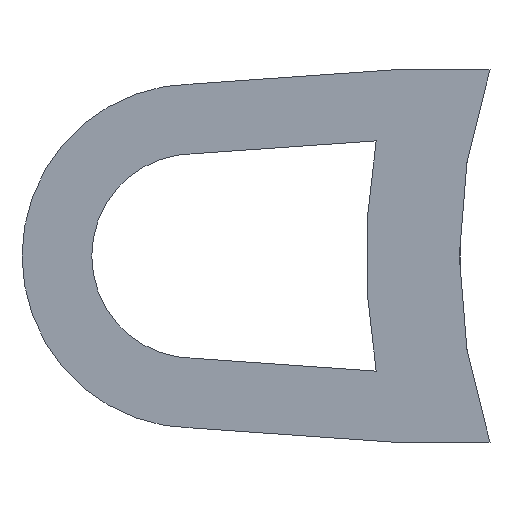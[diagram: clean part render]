
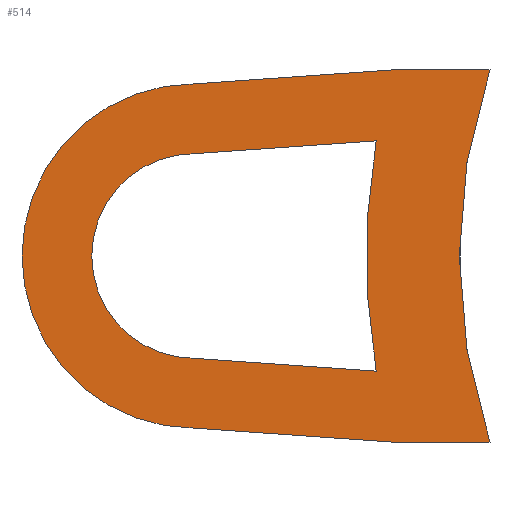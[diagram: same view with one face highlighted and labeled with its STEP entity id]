
A CAD part, front view. The second image highlights one B-rep face of the part: STEP entity #514.
In plain terms, the highlighted planar face has unit normal (0, -1, 0).
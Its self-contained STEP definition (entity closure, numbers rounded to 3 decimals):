
#1 = EDGE_CURVE ( 'NONE', #187, #93, #423, .T. ) ;
#6 = CARTESIAN_POINT ( 'NONE',  ( 13.625, 0., 0. ) ) ;
#7 = VERTEX_POINT ( 'NONE', #390 ) ;
#9 = CARTESIAN_POINT ( 'NONE',  ( 0., 0., -1.65 ) ) ;
#12 = VERTEX_POINT ( 'NONE', #415 ) ;
#14 = VECTOR ( 'NONE', #234, 1000. ) ;
#21 = EDGE_CURVE ( 'NONE', #12, #485, #381, .T. ) ;
#25 = EDGE_CURVE ( 'NONE', #422, #378, #133, .T. ) ;
#31 = VECTOR ( 'NONE', #443, 1000. ) ;
#32 = CARTESIAN_POINT ( 'NONE',  ( 0., 0., 2.775 ) ) ;
#36 = VERTEX_POINT ( 'NONE', #327 ) ;
#38 = FACE_BOUND ( 'NONE', #119, .T. ) ;
#44 = DIRECTION ( 'NONE',  ( 0., 0., 1. ) ) ;
#49 = DIRECTION ( 'NONE',  ( -1., 0., 0. ) ) ;
#61 = CARTESIAN_POINT ( 'NONE',  ( 3.198, 0., -3. ) ) ;
#69 = CARTESIAN_POINT ( 'NONE',  ( 3.198, 0., -3. ) ) ;
#75 = CIRCLE ( 'NONE', #193, 10.85 ) ;
#76 = AXIS2_PLACEMENT_3D ( 'NONE', #247, #206, #211 ) ;
#89 = VECTOR ( 'NONE', #115, 1000. ) ;
#90 = DIRECTION ( 'NONE',  ( 0., -1., 0. ) ) ;
#91 = ORIENTED_EDGE ( 'NONE', *, *, #147, .T. ) ;
#93 = VERTEX_POINT ( 'NONE', #69 ) ;
#96 = ORIENTED_EDGE ( 'NONE', *, *, #21, .T. ) ;
#103 = LINE ( 'NONE', #159, #14 ) ;
#108 = DIRECTION ( 'NONE',  ( 0.998, 0., 0.07 ) ) ;
#115 = DIRECTION ( 'NONE',  ( 0.998, 0., 0.07 ) ) ;
#119 = EDGE_LOOP ( 'NONE', ( #91, #122, #161, #96 ) ) ;
#121 = PLANE ( 'NONE',  #76 ) ;
#122 = ORIENTED_EDGE ( 'NONE', *, *, #25, .T. ) ;
#124 = CARTESIAN_POINT ( 'NONE',  ( 0., 0., 2.775 ) ) ;
#133 = LINE ( 'NONE', #396, #203 ) ;
#142 = VERTEX_POINT ( 'NONE', #466 ) ;
#147 = EDGE_CURVE ( 'NONE', #485, #422, #345, .T. ) ;
#151 = VECTOR ( 'NONE', #499, 1000. ) ;
#155 = LINE ( 'NONE', #32, #89 ) ;
#159 = CARTESIAN_POINT ( 'NONE',  ( 0., 0., -2.775 ) ) ;
#161 = ORIENTED_EDGE ( 'NONE', *, *, #395, .T. ) ;
#164 = AXIS2_PLACEMENT_3D ( 'NONE', #498, #300, #312 ) ;
#180 = VECTOR ( 'NONE', #49, 1000. ) ;
#183 = DIRECTION ( 'NONE',  ( 0., 0., 1. ) ) ;
#187 = VERTEX_POINT ( 'NONE', #199 ) ;
#193 = AXIS2_PLACEMENT_3D ( 'NONE', #6, #90, #44 ) ;
#199 = CARTESIAN_POINT ( 'NONE',  ( 4.769, 0., -3. ) ) ;
#203 = VECTOR ( 'NONE', #108, 1000. ) ;
#206 = DIRECTION ( 'NONE',  ( 0., 1., 0. ) ) ;
#211 = DIRECTION ( 'NONE',  ( 0., 0., 1. ) ) ;
#214 = LINE ( 'NONE', #283, #31 ) ;
#222 = EDGE_CURVE ( 'NONE', #93, #142, #103, .T. ) ;
#232 = EDGE_CURVE ( 'NONE', #496, #7, #155, .T. ) ;
#234 = DIRECTION ( 'NONE',  ( -0.998, 0., 0.07 ) ) ;
#247 = CARTESIAN_POINT ( 'NONE',  ( 0., 0., 0. ) ) ;
#265 = ORIENTED_EDGE ( 'NONE', *, *, #354, .F. ) ;
#282 = CARTESIAN_POINT ( 'NONE',  ( 0., 0., -1.65 ) ) ;
#283 = CARTESIAN_POINT ( 'NONE',  ( 3.198, 0., 3. ) ) ;
#300 = DIRECTION ( 'NONE',  ( 0., 1., 0. ) ) ;
#312 = DIRECTION ( 'NONE',  ( 0., 0., 1. ) ) ;
#320 = EDGE_CURVE ( 'NONE', #142, #496, #494, .T. ) ;
#327 = CARTESIAN_POINT ( 'NONE',  ( 4.769, 0., 3. ) ) ;
#337 = AXIS2_PLACEMENT_3D ( 'NONE', #442, #474, #483 ) ;
#345 = CIRCLE ( 'NONE', #164, 1.65 ) ;
#353 = CIRCLE ( 'NONE', #414, 9.35 ) ;
#354 = EDGE_CURVE ( 'NONE', #7, #36, #214, .T. ) ;
#369 = ORIENTED_EDGE ( 'NONE', *, *, #232, .F. ) ;
#378 = VERTEX_POINT ( 'NONE', #410 ) ;
#381 = LINE ( 'NONE', #9, #151 ) ;
#384 = CARTESIAN_POINT ( 'NONE',  ( 13.625, 0., 0. ) ) ;
#390 = CARTESIAN_POINT ( 'NONE',  ( 3.198, 0., 3. ) ) ;
#395 = EDGE_CURVE ( 'NONE', #378, #12, #75, .T. ) ;
#396 = CARTESIAN_POINT ( 'NONE',  ( 0., 0., 1.65 ) ) ;
#409 = ORIENTED_EDGE ( 'NONE', *, *, #320, .F. ) ;
#410 = CARTESIAN_POINT ( 'NONE',  ( 2.935, 0., 1.856 ) ) ;
#414 = AXIS2_PLACEMENT_3D ( 'NONE', #384, #504, #183 ) ;
#415 = CARTESIAN_POINT ( 'NONE',  ( 2.935, 0., -1.856 ) ) ;
#416 = EDGE_CURVE ( 'NONE', #36, #187, #353, .T. ) ;
#422 = VERTEX_POINT ( 'NONE', #495 ) ;
#423 = LINE ( 'NONE', #61, #180 ) ;
#442 = CARTESIAN_POINT ( 'NONE',  ( 0., 0., 0. ) ) ;
#443 = DIRECTION ( 'NONE',  ( 1., 0., 0. ) ) ;
#447 = EDGE_LOOP ( 'NONE', ( #409, #456, #507, #457, #265, #369 ) ) ;
#448 = FACE_OUTER_BOUND ( 'NONE', #447, .T. ) ;
#456 = ORIENTED_EDGE ( 'NONE', *, *, #222, .F. ) ;
#457 = ORIENTED_EDGE ( 'NONE', *, *, #416, .F. ) ;
#466 = CARTESIAN_POINT ( 'NONE',  ( 0., 0., -2.775 ) ) ;
#474 = DIRECTION ( 'NONE',  ( 0., 1., 0. ) ) ;
#483 = DIRECTION ( 'NONE',  ( 0., 0., 1. ) ) ;
#485 = VERTEX_POINT ( 'NONE', #282 ) ;
#494 = CIRCLE ( 'NONE', #337, 2.775 ) ;
#495 = CARTESIAN_POINT ( 'NONE',  ( 0., 0., 1.65 ) ) ;
#496 = VERTEX_POINT ( 'NONE', #124 ) ;
#498 = CARTESIAN_POINT ( 'NONE',  ( 0., 0., 0. ) ) ;
#499 = DIRECTION ( 'NONE',  ( -0.998, 0., 0.07 ) ) ;
#504 = DIRECTION ( 'NONE',  ( 0., -1., 0. ) ) ;
#507 = ORIENTED_EDGE ( 'NONE', *, *, #1, .F. ) ;
#514 = ADVANCED_FACE ( 'NONE', ( #448, #38 ), #121, .F. ) ;
